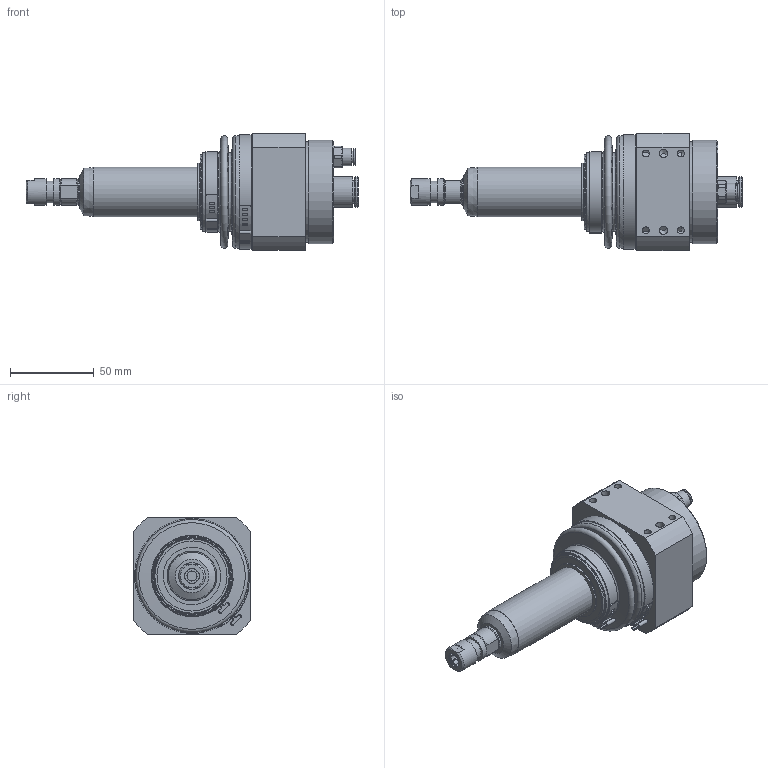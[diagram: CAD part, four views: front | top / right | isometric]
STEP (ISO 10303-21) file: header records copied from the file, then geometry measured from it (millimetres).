
FILE_DESCRIPTION(/* description */ (''),/* implementation_level */ '2;1');
FILE_NAME(/* name */ 'ESR 350_60008595.stp',/* time_stamp */ '2014-12-10T10:55:57+01:00',/* author */ ('ekoch'),/* organization */ (''),/* preprocessor_version */ 'ST-DEVELOPER v15.2',/* originating_system */ 'Autodesk Inventor 2014',/* authorisation */ '');
FILE_SCHEMA (('AUTOMOTIVE_DESIGN { 1 0 10303 214 3 1 1 }'));
Length unit declared in the file: millimetre
Products named in the file (1): ESR 350_60008595
Bounding box: 198.79 x 70 x 70 mm (x, y, z)
Volume: 311884.1 mm3; surface area: 65001.5 mm2
Topology: 1 solids, 4 shells, 376 faces, 977 edges, 627 vertices
Faces by surface type: plane 167, cylinder 122, cone 75, torus 12
Full cylindrical faces by diameter (mm): 4.134 x4, 4.99 x2, 5 x2, 6 x2, 7.2 x1, 9 x1, 9.9 x1, 10.6 x1, 12 x1, 12.19 x1, 13 x2, 13.2 x1, 14.927 x1, 16 x3, 18 x1, 18.5 x2, 26 x1, 29 x1, 29.323 x1, 30 x1, 34 x1, 34.5 x1, 44.5 x1, 45 x4, 47 x1, 60 x1, 62 x2, 65 x1, 65.5 x1, 67.5 x1
Entity records: 11559 total; most frequent: CARTESIAN_POINT 2472, DIRECTION 1840, ORIENTED_EDGE 1730, EDGE_CURVE 864, AXIS2_PLACEMENT_3D 761, VERTEX_POINT 593, EDGE_LOOP 513, CIRCLE 384
